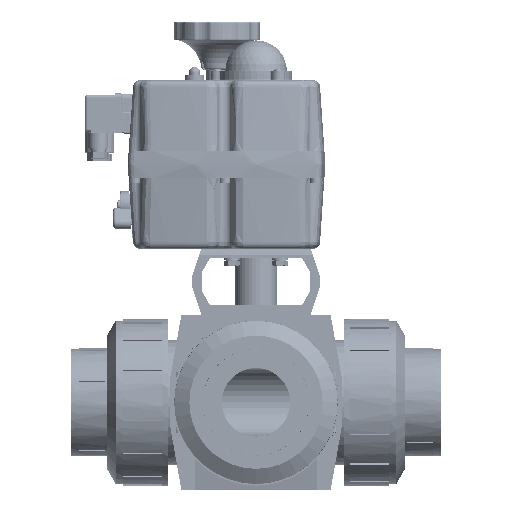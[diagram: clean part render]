
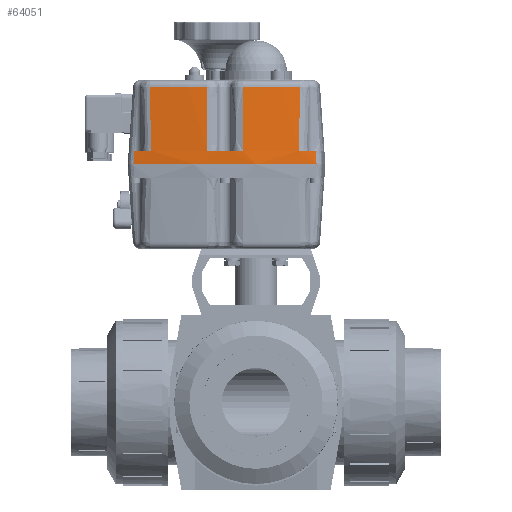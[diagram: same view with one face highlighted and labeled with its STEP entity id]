
A CAD part, front view. The second image highlights one B-rep face of the part: STEP entity #64051.
In plain terms, the highlighted conical face has half-angle 4 degrees and reference radius 403.75 mm.
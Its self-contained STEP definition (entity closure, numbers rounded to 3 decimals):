
#49138=CARTESIAN_POINT('',(-184.166,-102.144,168.866));
#49139=VERTEX_POINT('',#49138);
#49284=CARTESIAN_POINT('',(-50.491,-102.144,168.866));
#49285=VERTEX_POINT('',#49284);
#49295=CARTESIAN_POINT('',(-117.328,296.036,168.866));
#49296=DIRECTION('',(0.0,0.0,1.0));
#49297=DIRECTION('',(1.0,0.0,0.0));
#49298=AXIS2_PLACEMENT_3D('',#49295,#49296,#49297);
#49299=CIRCLE('',#49298,403.75);
#49300=EDGE_CURVE('',#49139,#49285,#49299,.T.);
#60669=CARTESIAN_POINT('',(-130.355,-106.805,178.866));
#60670=VERTEX_POINT('',#60669);
#60684=CARTESIAN_POINT('',(-104.3,-106.805,178.866));
#60685=VERTEX_POINT('',#60684);
#60686=CARTESIAN_POINT('',(-117.328,296.036,178.866));
#60687=DIRECTION('',(0.0,0.0,1.0));
#60688=DIRECTION('',(1.0,0.0,0.0));
#60689=AXIS2_PLACEMENT_3D('',#60686,#60687,#60688);
#60690=CIRCLE('',#60689,403.051);
#60691=EDGE_CURVE('',#60670,#60685,#60690,.T.);
#61001=CARTESIAN_POINT('',(-51.134,-101.542,178.866));
#61002=VERTEX_POINT('',#61001);
#61016=CARTESIAN_POINT('',(-51.134,-101.542,178.866));
#61017=CARTESIAN_POINT('',(-51.081,-101.592,178.037));
#61018=CARTESIAN_POINT('',(-51.027,-101.642,177.207));
#61019=CARTESIAN_POINT('',(-50.813,-101.843,173.874));
#61020=CARTESIAN_POINT('',(-50.652,-101.993,171.37));
#61021=CARTESIAN_POINT('',(-50.491,-102.144,168.866));
#61022=B_SPLINE_CURVE_WITH_KNOTS('',3,(#61016,#61017,#61018,#61019,#61020,#61021),.UNSPECIFIED.,.F.,.U.,(4,2,4),(5.021,7.52,15.06),.UNSPECIFIED.);
#61023=EDGE_CURVE('',#61002,#49285,#61022,.T.);
#61054=CARTESIAN_POINT('',(-63.513,-103.406,178.866));
#61055=VERTEX_POINT('',#61054);
#61069=CARTESIAN_POINT('',(-117.328,296.036,178.866));
#61070=DIRECTION('',(0.0,0.0,1.0));
#61071=DIRECTION('',(1.0,0.0,0.0));
#61072=AXIS2_PLACEMENT_3D('',#61069,#61070,#61071);
#61073=CIRCLE('',#61072,403.051);
#61074=EDGE_CURVE('',#61055,#61002,#61073,.T.);
#61152=CARTESIAN_POINT('',(-183.459,-101.553,178.866));
#61153=VERTEX_POINT('',#61152);
#61167=CARTESIAN_POINT('',(-171.142,-103.406,178.866));
#61168=VERTEX_POINT('',#61167);
#61169=CARTESIAN_POINT('',(-117.328,296.036,178.866));
#61170=DIRECTION('',(0.0,0.0,1.0));
#61171=DIRECTION('',(1.0,0.0,0.0));
#61172=AXIS2_PLACEMENT_3D('',#61169,#61170,#61171);
#61173=CIRCLE('',#61172,403.051);
#61174=EDGE_CURVE('',#61153,#61168,#61173,.T.);
#61251=CARTESIAN_POINT('',(-184.166,-102.144,168.866));
#61252=CARTESIAN_POINT('',(-183.989,-101.996,171.37));
#61253=CARTESIAN_POINT('',(-183.812,-101.848,173.873));
#61254=CARTESIAN_POINT('',(-183.576,-101.651,177.207));
#61255=CARTESIAN_POINT('',(-183.518,-101.602,178.037));
#61256=CARTESIAN_POINT('',(-183.459,-101.553,178.866));
#61257=B_SPLINE_CURVE_WITH_KNOTS('',3,(#61251,#61252,#61253,#61254,#61255,#61256),.UNSPECIFIED.,.F.,.U.,(4,2,4),(5.024,12.566,15.066),.UNSPECIFIED.);
#61258=EDGE_CURVE('',#49139,#61153,#61257,.T.);
#63951=CARTESIAN_POINT('',(-172.238,-99.95,225.715));
#63952=VERTEX_POINT('',#63951);
#63968=CARTESIAN_POINT('',(-171.142,-103.406,178.866));
#63969=CARTESIAN_POINT('',(-171.166,-103.27,180.751));
#63970=CARTESIAN_POINT('',(-171.191,-103.134,182.635));
#63971=CARTESIAN_POINT('',(-171.254,-102.828,186.847));
#63972=CARTESIAN_POINT('',(-171.292,-102.659,189.174));
#63973=CARTESIAN_POINT('',(-171.36,-102.383,192.955));
#63974=CARTESIAN_POINT('',(-171.387,-102.277,194.409));
#63975=CARTESIAN_POINT('',(-171.481,-101.932,199.11));
#63976=CARTESIAN_POINT('',(-171.553,-101.693,202.356));
#63977=CARTESIAN_POINT('',(-171.761,-101.069,210.797));
#63978=CARTESIAN_POINT('',(-171.91,-100.682,215.99));
#63979=CARTESIAN_POINT('',(-172.132,-100.178,222.693));
#63980=CARTESIAN_POINT('',(-172.184,-100.064,224.204));
#63981=CARTESIAN_POINT('',(-172.238,-99.95,225.715));
#63982=B_SPLINE_CURVE_WITH_KNOTS('',3,(#63968,#63969,#63970,#63971,#63972,#63973,#63974,#63975,#63976,#63977,#63978,#63979,#63980,#63981),.UNSPECIFIED.,.F.,.U.,(4,2,2,2,2,2,4),(13.199,18.868,25.868,30.243,40.011,55.639,60.188),.UNSPECIFIED.);
#63983=EDGE_CURVE('',#61168,#63952,#63982,.T.);
#63988=CARTESIAN_POINT('',(-117.328,296.036,168.866));
#63989=DIRECTION('',(0.,0.,-1.0));
#63990=DIRECTION('',(1.0,0.0,0.0));
#63991=AXIS2_PLACEMENT_3D('',#63988,#63989,#63990);
#63992=CONICAL_SURFACE('',#63991,403.75,4.);
#63993=CARTESIAN_POINT('',(-104.299,-103.527,225.715));
#63994=VERTEX_POINT('',#63993);
#63995=CARTESIAN_POINT('',(-62.418,-99.95,225.715));
#63996=VERTEX_POINT('',#63995);
#63997=CARTESIAN_POINT('',(-117.328,296.036,225.715));
#63998=DIRECTION('',(0.,0.,1.0));
#63999=DIRECTION('',(0.085,-0.996,0.));
#64000=AXIS2_PLACEMENT_3D('',#63997,#63998,#63999);
#64001=CIRCLE('',#64000,399.775);
#64002=EDGE_CURVE('',#63994,#63996,#64001,.T.);
#64003=ORIENTED_EDGE('',*,*,#64002,.F.);
#64004=CARTESIAN_POINT('',(-104.3,-106.805,178.866));
#64005=DIRECTION('',(0.,0.07,0.998));
#64006=VECTOR('',#64005,46.963);
#64007=LINE('',#64004,#64006);
#64008=EDGE_CURVE('',#60685,#63994,#64007,.T.);
#64009=ORIENTED_EDGE('',*,*,#64008,.F.);
#64010=ORIENTED_EDGE('',*,*,#60691,.F.);
#64011=CARTESIAN_POINT('',(-130.357,-103.527,225.715));
#64012=VERTEX_POINT('',#64011);
#64013=CARTESIAN_POINT('',(-130.357,-103.527,225.715));
#64014=DIRECTION('',(0.,-0.07,-0.998));
#64015=VECTOR('',#64014,46.963);
#64016=LINE('',#64013,#64015);
#64017=EDGE_CURVE('',#64012,#60670,#64016,.T.);
#64018=ORIENTED_EDGE('',*,*,#64017,.F.);
#64019=CARTESIAN_POINT('',(-117.328,296.036,225.715));
#64020=DIRECTION('',(0.,0.,1.0));
#64021=DIRECTION('',(-0.085,-0.996,0.));
#64022=AXIS2_PLACEMENT_3D('',#64019,#64020,#64021);
#64023=CIRCLE('',#64022,399.775);
#64024=EDGE_CURVE('',#63952,#64012,#64023,.T.);
#64025=ORIENTED_EDGE('',*,*,#64024,.F.);
#64026=ORIENTED_EDGE('',*,*,#63983,.F.);
#64027=ORIENTED_EDGE('',*,*,#61174,.F.);
#64028=ORIENTED_EDGE('',*,*,#61258,.F.);
#64029=ORIENTED_EDGE('',*,*,#49300,.T.);
#64030=ORIENTED_EDGE('',*,*,#61023,.F.);
#64031=ORIENTED_EDGE('',*,*,#61074,.F.);
#64032=CARTESIAN_POINT('',(-62.418,-99.95,225.715));
#64033=CARTESIAN_POINT('',(-62.539,-100.205,222.34));
#64034=CARTESIAN_POINT('',(-62.649,-100.459,218.964));
#64035=CARTESIAN_POINT('',(-62.819,-100.883,213.288));
#64036=CARTESIAN_POINT('',(-62.883,-101.054,210.988));
#64037=CARTESIAN_POINT('',(-62.981,-101.331,207.25));
#64038=CARTESIAN_POINT('',(-63.018,-101.438,205.812));
#64039=CARTESIAN_POINT('',(-63.13,-101.784,201.128));
#64040=CARTESIAN_POINT('',(-63.2,-102.022,197.882));
#64041=CARTESIAN_POINT('',(-63.364,-102.64,189.44));
#64042=CARTESIAN_POINT('',(-63.446,-103.018,184.244));
#64043=CARTESIAN_POINT('',(-63.512,-103.398,178.988));
#64044=CARTESIAN_POINT('',(-63.513,-103.402,178.927));
#64045=CARTESIAN_POINT('',(-63.513,-103.406,178.866));
#64046=B_SPLINE_CURVE_WITH_KNOTS('',3,(#64032,#64033,#64034,#64035,#64036,#64037,#64038,#64039,#64040,#64041,#64042,#64043,#64044,#64045),.UNSPECIFIED.,.F.,.U.,(4,2,2,2,2,2,4),(17.956,28.117,35.039,39.365,49.133,64.762,64.945),.UNSPECIFIED.);
#64047=EDGE_CURVE('',#63996,#61055,#64046,.T.);
#64048=ORIENTED_EDGE('',*,*,#64047,.F.);
#64049=EDGE_LOOP('',(#64003,#64009,#64010,#64018,#64025,#64026,#64027,#64028,#64029,#64030,#64031,#64048));
#64050=FACE_OUTER_BOUND('',#64049,.T.);
#64051=ADVANCED_FACE('',(#64050),#63992,.T.);
